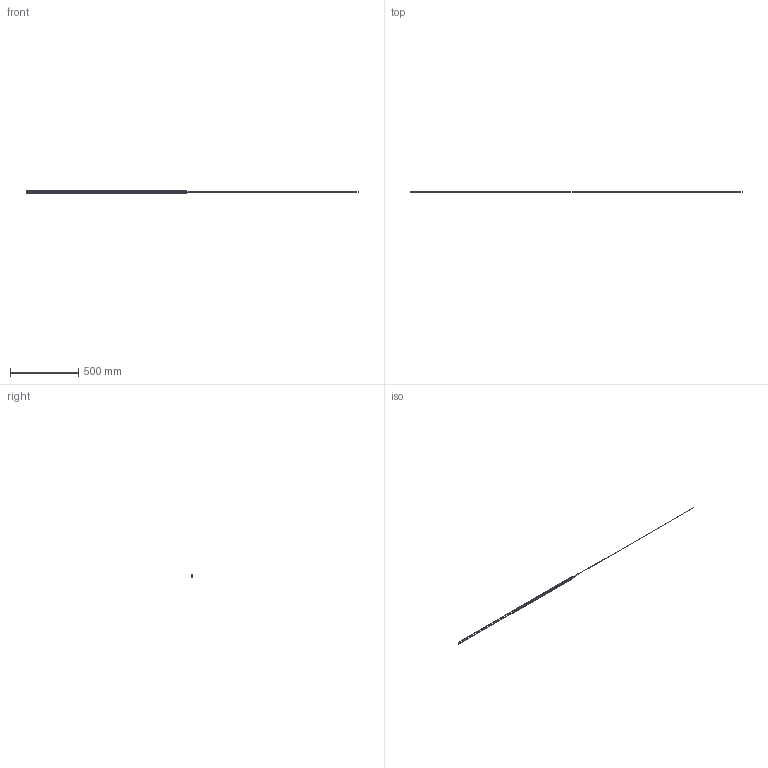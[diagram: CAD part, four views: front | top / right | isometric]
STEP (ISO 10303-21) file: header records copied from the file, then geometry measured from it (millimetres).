
FILE_DESCRIPTION (( 'STEP AP214' ), '1' );
FILE_NAME ('PP5P-16BSS-15NN_3D.step', '2025-04-10T16:43:31', ( '' ), ( '' ), 'SwSTEP 2.0', 'SolidWorks 2022', '' );
FILE_SCHEMA (( 'AUTOMOTIVE_DESIGN' ));
Length unit declared in the file: inch
Products named in the file (1): PP5P-16BSS-15NN_3D
Bounding box: 2438.77 x 4 x 18.27 mm (x, y, z)
Volume: 14097.2 mm3; surface area: 58612.3 mm2
Topology: 1 solids, 1 shells, 185 faces, 370 edges, 204 vertices
Faces by surface type: cylinder 98, torus 64, plane 23
Entity records: 4859 total; most frequent: DIRECTION 1002, CARTESIAN_POINT 760, ORIENTED_EDGE 740, AXIS2_PLACEMENT_3D 446, EDGE_CURVE 370, CIRCLE 260, VERTEX_POINT 204, EDGE_LOOP 202
